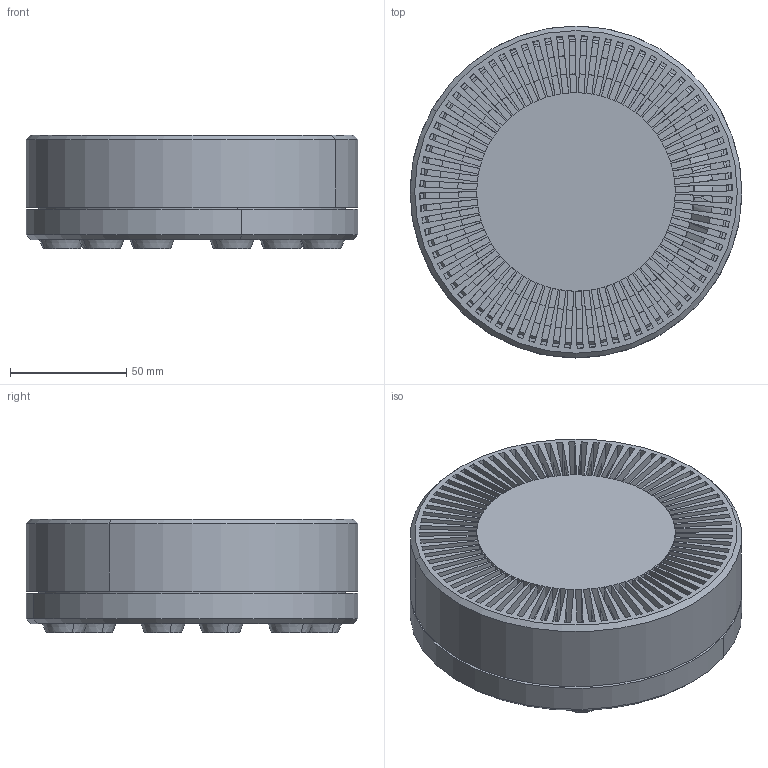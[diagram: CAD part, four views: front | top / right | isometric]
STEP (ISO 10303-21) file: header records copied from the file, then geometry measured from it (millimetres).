
FILE_DESCRIPTION (( 'STEP AP214' ), '1' );
FILE_NAME ('rotating_swatch_storage.STEP', '2025-08-19T09:19:27', ( '' ), ( '' ), 'SwSTEP 2.0', 'SolidWorks 2025', '' );
FILE_SCHEMA (( 'AUTOMOTIVE_DESIGN' ));
Length unit declared in the file: millimetre
Products named in the file (10): 51110_PART2_Predeterminado; rotating_swatch_storage_base; rotating_swatch_storage; 51110_PART3_Predeterminado; 51110_PART1_Predeterminado; rotating_swatch_storage_bearing_clamp; 51110_PART4_Predeterminado; rubber_feet; rotating_swatch_storage_top; 51110_Predeterminado
Assembly tree (38 placements, depth 3):
  rotating_swatch_storage
    rotating_swatch_storage_bearing_clamp
    51110_Predeterminado  x2
      51110_PART1_Predeterminado
      51110_PART2_Predeterminado
      51110_PART3_Predeterminado
      51110_PART4_Predeterminado
    rotating_swatch_storage_base
    rotating_swatch_storage_top
    rubber_feet  x6
Bounding box: 143 x 143 x 49 mm (x, y, z)
Volume: 489216.8 mm3; surface area: 231830 mm2
Topology: 63 solids, 63 shells, 1404 faces, 3695 edges, 2268 vertices
Faces by surface type: plane 635, cylinder 355, cone 274, sphere 96, torus 44
Entity records: 38486 total; most frequent: DIRECTION 6941, CARTESIAN_POINT 6546, ORIENTED_EDGE 6442, EDGE_CURVE 3221, AXIS2_PLACEMENT_3D 2447, LINE 2047, VECTOR 2047, VERTEX_POINT 1952
